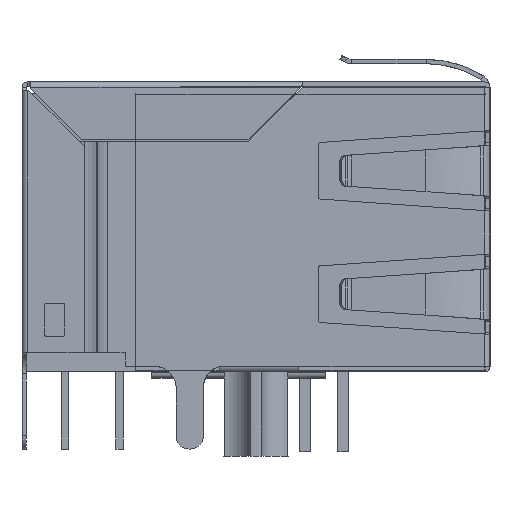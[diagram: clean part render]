
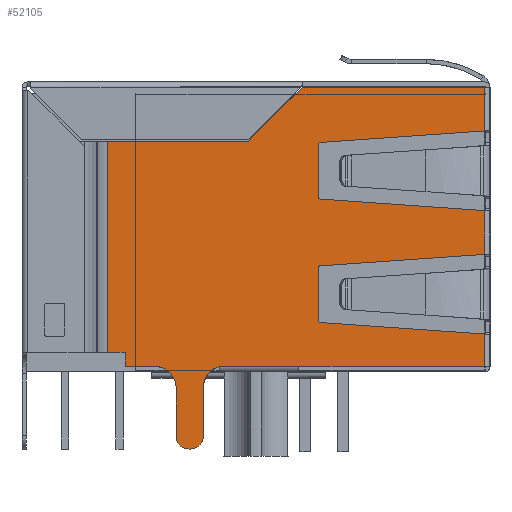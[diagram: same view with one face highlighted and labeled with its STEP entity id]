
A CAD part, left-side view. The second image highlights one B-rep face of the part: STEP entity #52105.
In plain terms, the highlighted face is planar.
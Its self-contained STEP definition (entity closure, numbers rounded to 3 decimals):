
#1373=CIRCLE('',#53686,0.6);
#1374=CIRCLE('',#53688,0.6);
#1376=CIRCLE('',#53691,1.);
#1377=CIRCLE('',#53693,1.);
#1584=CIRCLE('',#54404,0.1);
#1586=CIRCLE('',#54407,0.1);
#1592=CIRCLE('',#54435,0.1);
#1594=CIRCLE('',#54438,0.1);
#5518=ORIENTED_EDGE('',*,*,#13757,.F.);
#5519=ORIENTED_EDGE('',*,*,#13747,.T.);
#5520=ORIENTED_EDGE('',*,*,#13759,.F.);
#5521=ORIENTED_EDGE('',*,*,#13751,.F.);
#5522=ORIENTED_EDGE('',*,*,#15483,.T.);
#5523=ORIENTED_EDGE('',*,*,#15484,.T.);
#5524=ORIENTED_EDGE('',*,*,#15485,.T.);
#5525=ORIENTED_EDGE('',*,*,#15424,.F.);
#5526=ORIENTED_EDGE('',*,*,#15364,.F.);
#5527=ORIENTED_EDGE('',*,*,#15418,.F.);
#5528=ORIENTED_EDGE('',*,*,#15360,.F.);
#5529=ORIENTED_EDGE('',*,*,#15421,.F.);
#5530=ORIENTED_EDGE('',*,*,#15486,.T.);
#5531=ORIENTED_EDGE('',*,*,#15432,.F.);
#5532=ORIENTED_EDGE('',*,*,#15284,.F.);
#5533=ORIENTED_EDGE('',*,*,#15427,.F.);
#5534=ORIENTED_EDGE('',*,*,#15288,.F.);
#5535=ORIENTED_EDGE('',*,*,#15429,.F.);
#5536=ORIENTED_EDGE('',*,*,#15487,.T.);
#5537=ORIENTED_EDGE('',*,*,#15488,.T.);
#5538=ORIENTED_EDGE('',*,*,#15489,.T.);
#5539=ORIENTED_EDGE('',*,*,#15490,.T.);
#5540=ORIENTED_EDGE('',*,*,#15491,.T.);
#5541=ORIENTED_EDGE('',*,*,#15492,.T.);
#5542=ORIENTED_EDGE('',*,*,#15493,.T.);
#5543=ORIENTED_EDGE('',*,*,#15494,.T.);
#5544=ORIENTED_EDGE('',*,*,#13754,.F.);
#5545=ORIENTED_EDGE('',*,*,#13758,.T.);
#5546=ORIENTED_EDGE('',*,*,#13744,.T.);
#13744=EDGE_CURVE('',#19333,#19332,#1373,.T.);
#13747=EDGE_CURVE('',#19335,#19334,#1374,.T.);
#13751=EDGE_CURVE('',#19337,#19338,#1376,.T.);
#13754=EDGE_CURVE('',#19339,#19340,#1377,.T.);
#13757=EDGE_CURVE('',#19335,#19332,#22837,.T.);
#13758=EDGE_CURVE('',#19339,#19333,#22838,.T.);
#13759=EDGE_CURVE('',#19338,#19334,#22839,.T.);
#15284=EDGE_CURVE('',#20332,#20333,#1584,.T.);
#15288=EDGE_CURVE('',#20336,#20337,#1586,.T.);
#15360=EDGE_CURVE('',#20386,#20387,#1592,.T.);
#15364=EDGE_CURVE('',#20390,#20391,#1594,.T.);
#15418=EDGE_CURVE('',#20387,#20390,#23676,.T.);
#15421=EDGE_CURVE('',#20414,#20386,#23678,.T.);
#15424=EDGE_CURVE('',#20391,#20415,#23681,.T.);
#15427=EDGE_CURVE('',#20337,#20332,#23683,.T.);
#15429=EDGE_CURVE('',#20416,#20336,#23684,.T.);
#15432=EDGE_CURVE('',#20333,#20417,#23687,.T.);
#15483=EDGE_CURVE('',#19337,#20446,#23728,.T.);
#15484=EDGE_CURVE('',#20446,#20447,#23729,.T.);
#15485=EDGE_CURVE('',#20447,#20415,#23730,.T.);
#15486=EDGE_CURVE('',#20414,#20417,#23731,.T.);
#15487=EDGE_CURVE('',#20416,#20448,#23732,.T.);
#15488=EDGE_CURVE('',#20448,#20449,#23733,.T.);
#15489=EDGE_CURVE('',#20449,#20450,#23734,.T.);
#15490=EDGE_CURVE('',#20450,#20451,#23735,.T.);
#15491=EDGE_CURVE('',#20451,#20452,#23736,.T.);
#15492=EDGE_CURVE('',#20452,#20453,#23737,.T.);
#15493=EDGE_CURVE('',#20453,#20454,#23738,.T.);
#15494=EDGE_CURVE('',#20454,#19340,#23739,.T.);
#19332=VERTEX_POINT('',#67108);
#19333=VERTEX_POINT('',#67110);
#19334=VERTEX_POINT('',#67114);
#19335=VERTEX_POINT('',#67116);
#19337=VERTEX_POINT('',#67122);
#19338=VERTEX_POINT('',#67124);
#19339=VERTEX_POINT('',#67128);
#19340=VERTEX_POINT('',#67130);
#20332=VERTEX_POINT('',#73313);
#20333=VERTEX_POINT('',#73315);
#20336=VERTEX_POINT('',#73322);
#20337=VERTEX_POINT('',#73324);
#20386=VERTEX_POINT('',#73656);
#20387=VERTEX_POINT('',#73658);
#20390=VERTEX_POINT('',#73665);
#20391=VERTEX_POINT('',#73667);
#20414=VERTEX_POINT('',#73777);
#20415=VERTEX_POINT('',#73783);
#20416=VERTEX_POINT('',#73790);
#20417=VERTEX_POINT('',#73796);
#20446=VERTEX_POINT('',#73895);
#20447=VERTEX_POINT('',#73897);
#20448=VERTEX_POINT('',#73901);
#20449=VERTEX_POINT('',#73903);
#20450=VERTEX_POINT('',#73905);
#20451=VERTEX_POINT('',#73907);
#20452=VERTEX_POINT('',#73909);
#20453=VERTEX_POINT('',#73911);
#20454=VERTEX_POINT('',#73913);
#22837=LINE('',#67135,#27019);
#22838=LINE('',#67137,#27020);
#22839=LINE('',#67139,#27021);
#23676=LINE('',#73773,#27858);
#23678=LINE('',#73778,#27860);
#23681=LINE('',#73782,#27863);
#23683=LINE('',#73787,#27865);
#23684=LINE('',#73791,#27866);
#23687=LINE('',#73795,#27869);
#23728=LINE('',#73894,#27910);
#23729=LINE('',#73896,#27911);
#23730=LINE('',#73898,#27912);
#23731=LINE('',#73899,#27913);
#23732=LINE('',#73900,#27914);
#23733=LINE('',#73902,#27915);
#23734=LINE('',#73904,#27916);
#23735=LINE('',#73906,#27917);
#23736=LINE('',#73908,#27918);
#23737=LINE('',#73910,#27919);
#23738=LINE('',#73912,#27920);
#23739=LINE('',#73914,#27921);
#27019=VECTOR('',#57084,1000.);
#27020=VECTOR('',#57087,1000.);
#27021=VECTOR('',#57090,1000.);
#27858=VECTOR('',#59473,1000.);
#27860=VECTOR('',#59479,1000.);
#27863=VECTOR('',#59484,1000.);
#27865=VECTOR('',#59490,1000.);
#27866=VECTOR('',#59495,1000.);
#27869=VECTOR('',#59500,1000.);
#27910=VECTOR('',#59599,1000.);
#27911=VECTOR('',#59600,1000.);
#27912=VECTOR('',#59601,1000.);
#27913=VECTOR('',#59602,1000.);
#27914=VECTOR('',#59603,1000.);
#27915=VECTOR('',#59604,1000.);
#27916=VECTOR('',#59605,1000.);
#27917=VECTOR('',#59606,1000.);
#27918=VECTOR('',#59607,1000.);
#27919=VECTOR('',#59608,1000.);
#27920=VECTOR('',#59609,1000.);
#27921=VECTOR('',#59610,1000.);
#31611=EDGE_LOOP('',(#5518,#5519,#5520,#5521,#5522,#5523,#5524,#5525,#5526,
#5527,#5528,#5529,#5530,#5531,#5532,#5533,#5534,#5535,#5536,#5537,#5538,
#5539,#5540,#5541,#5542,#5543,#5544,#5545,#5546));
#33793=FACE_BOUND('',#31611,.T.);
#35670=PLANE('',#54507);
#52105=ADVANCED_FACE('',(#33793),#35670,.T.);
#53686=AXIS2_PLACEMENT_3D('',#67109,#57057,#57058);
#53688=AXIS2_PLACEMENT_3D('',#67115,#57063,#57064);
#53691=AXIS2_PLACEMENT_3D('',#67123,#57071,#57072);
#53693=AXIS2_PLACEMENT_3D('',#67129,#57077,#57078);
#54404=AXIS2_PLACEMENT_3D('',#73314,#59268,#59269);
#54407=AXIS2_PLACEMENT_3D('',#73323,#59276,#59277);
#54435=AXIS2_PLACEMENT_3D('',#73657,#59364,#59365);
#54438=AXIS2_PLACEMENT_3D('',#73666,#59372,#59373);
#54507=AXIS2_PLACEMENT_3D('',#73893,#59597,#59598);
#57057=DIRECTION('',(1.,0.,0.));
#57058=DIRECTION('',(0.,1.,0.));
#57063=DIRECTION('',(1.,0.,0.));
#57064=DIRECTION('',(0.,1.,0.));
#57071=DIRECTION('',(1.,0.,0.));
#57072=DIRECTION('',(0.,1.,0.));
#57077=DIRECTION('',(1.,0.,0.));
#57078=DIRECTION('',(0.,1.,0.));
#57084=DIRECTION('',(0.,1.,0.));
#57087=DIRECTION('',(0.,0.,1.));
#57090=DIRECTION('',(0.,0.,1.));
#59268=DIRECTION('',(1.,0.,0.));
#59269=DIRECTION('',(0.,1.,0.));
#59276=DIRECTION('',(1.,0.,0.));
#59277=DIRECTION('',(0.,1.,0.));
#59364=DIRECTION('',(1.,0.,0.));
#59365=DIRECTION('',(0.,1.,0.));
#59372=DIRECTION('',(1.,0.,0.));
#59373=DIRECTION('',(0.,1.,0.));
#59473=DIRECTION('',(0.,0.,1.));
#59479=DIRECTION('',(0.,0.998,0.07));
#59484=DIRECTION('',(0.,-0.998,0.07));
#59490=DIRECTION('',(0.,0.,1.));
#59495=DIRECTION('',(0.,0.998,0.07));
#59500=DIRECTION('',(0.,-0.998,0.07));
#59597=DIRECTION('',(1.,0.,0.));
#59598=DIRECTION('',(0.,1.,0.));
#59599=DIRECTION('',(0.,-1.,0.));
#59600=DIRECTION('',(0.,-1.,0.));
#59601=DIRECTION('',(0.,0.,-1.));
#59602=DIRECTION('',(0.,0.,-1.));
#59603=DIRECTION('',(0.,0.,-1.));
#59604=DIRECTION('',(0.,1.,0.));
#59605=DIRECTION('',(0.,0.707,0.707));
#59606=DIRECTION('',(0.,1.,0.));
#59607=DIRECTION('',(0.,0.,1.));
#59608=DIRECTION('',(0.,-1.,0.));
#59609=DIRECTION('',(0.,0.,1.));
#59610=DIRECTION('',(0.,-1.,0.));
#67108=CARTESIAN_POINT('',(29.565,3.12,10.09));
#67109=CARTESIAN_POINT('',(29.565,3.12,9.49));
#67110=CARTESIAN_POINT('',(29.565,3.72,9.49));
#67114=CARTESIAN_POINT('',(29.565,2.45,9.49));
#67115=CARTESIAN_POINT('',(29.565,3.05,9.49));
#67116=CARTESIAN_POINT('',(29.565,3.05,10.09));
#67122=CARTESIAN_POINT('',(29.565,1.703,6.24));
#67123=CARTESIAN_POINT('',(29.565,1.45,7.207));
#67124=CARTESIAN_POINT('',(29.565,2.45,7.207));
#67128=CARTESIAN_POINT('',(29.565,3.72,7.24));
#67129=CARTESIAN_POINT('',(29.565,4.72,7.24));
#67130=CARTESIAN_POINT('',(29.565,4.72,6.24));
#67135=CARTESIAN_POINT('',(29.565,2.45,10.09));
#67137=CARTESIAN_POINT('',(29.565,3.72,6.24));
#67139=CARTESIAN_POINT('',(29.565,2.45,6.24));
#73313=CARTESIAN_POINT('',(29.565,-2.9,-1.655));
#73314=CARTESIAN_POINT('',(29.565,-3.,-1.655));
#73315=CARTESIAN_POINT('',(29.565,-2.993,-1.555));
#73322=CARTESIAN_POINT('',(29.565,-2.993,-4.195));
#73323=CARTESIAN_POINT('',(29.565,-3.,-4.095));
#73324=CARTESIAN_POINT('',(29.565,-2.9,-4.095));
#73656=CARTESIAN_POINT('',(29.565,-2.993,1.555));
#73657=CARTESIAN_POINT('',(29.565,-3.,1.655));
#73658=CARTESIAN_POINT('',(29.565,-2.9,1.655));
#73665=CARTESIAN_POINT('',(29.565,-2.9,4.095));
#73666=CARTESIAN_POINT('',(29.565,-3.,4.095));
#73667=CARTESIAN_POINT('',(29.565,-2.993,4.195));
#73773=CARTESIAN_POINT('',(29.565,-2.9,1.562));
#73777=CARTESIAN_POINT('',(29.565,-10.65,1.02));
#73778=CARTESIAN_POINT('',(29.565,-10.9,1.003));
#73782=CARTESIAN_POINT('',(29.565,-2.9,4.188));
#73783=CARTESIAN_POINT('',(29.565,-10.65,4.73));
#73787=CARTESIAN_POINT('',(29.565,-2.9,-4.188));
#73790=CARTESIAN_POINT('',(29.565,-10.65,-4.73));
#73791=CARTESIAN_POINT('',(29.565,-10.9,-4.747));
#73795=CARTESIAN_POINT('',(29.565,-10.9,-1.003));
#73796=CARTESIAN_POINT('',(29.565,-10.65,-1.02));
#73893=CARTESIAN_POINT('',(29.565,-10.741,6.24));
#73894=CARTESIAN_POINT('',(29.565,1.703,6.24));
#73895=CARTESIAN_POINT('',(29.565,-1.997,6.24));
#73896=CARTESIAN_POINT('',(29.565,-10.741,6.24));
#73897=CARTESIAN_POINT('',(29.565,-10.65,6.24));
#73898=CARTESIAN_POINT('',(29.565,-10.65,6.24));
#73899=CARTESIAN_POINT('',(29.565,-10.65,6.24));
#73900=CARTESIAN_POINT('',(29.565,-10.65,6.24));
#73901=CARTESIAN_POINT('',(29.565,-10.65,-6.76));
#73902=CARTESIAN_POINT('',(29.565,-10.741,-6.76));
#73903=CARTESIAN_POINT('',(29.565,-2.15,-6.76));
#73904=CARTESIAN_POINT('',(29.565,0.054,-4.556));
#73905=CARTESIAN_POINT('',(29.565,0.35,-4.26));
#73906=CARTESIAN_POINT('',(29.565,-10.741,-4.26));
#73907=CARTESIAN_POINT('',(29.565,6.9,-4.26));
#73908=CARTESIAN_POINT('',(29.565,6.9,-6.76));
#73909=CARTESIAN_POINT('',(29.565,6.9,5.59));
#73910=CARTESIAN_POINT('',(29.565,-10.741,5.59));
#73911=CARTESIAN_POINT('',(29.565,6.1,5.59));
#73912=CARTESIAN_POINT('',(29.565,6.1,6.24));
#73913=CARTESIAN_POINT('',(29.565,6.1,6.24));
#73914=CARTESIAN_POINT('',(29.565,-10.741,6.24));
